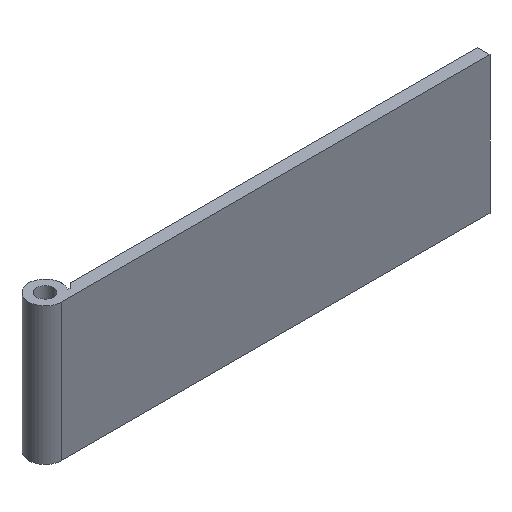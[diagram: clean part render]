
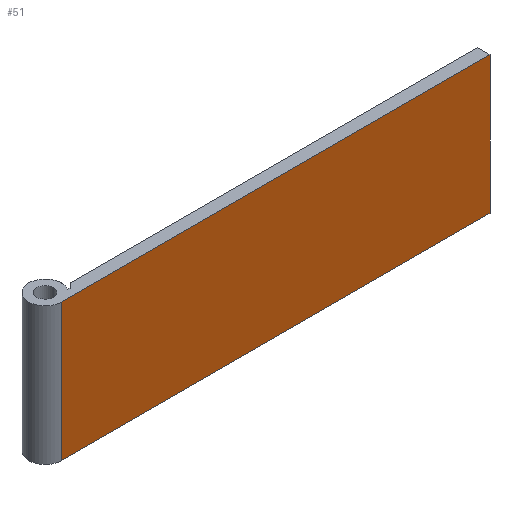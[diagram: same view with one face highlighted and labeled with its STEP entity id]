
A CAD part, isometric view. The second image highlights one B-rep face of the part: STEP entity #51.
In plain terms, the highlighted planar face has unit normal (0, -1, 0).
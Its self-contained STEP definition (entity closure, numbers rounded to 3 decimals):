
#25 = VECTOR ( 'NONE', #262, 1000. ) ;
#26 = VECTOR ( 'NONE', #234, 1000. ) ;
#34 = VECTOR ( 'NONE', #286, 1000. ) ;
#51 = ADVANCED_FACE ( 'NONE', ( #97 ), #184, .F. ) ;
#69 = EDGE_CURVE ( 'NONE', #445, #432, #220, .T. ) ;
#76 = EDGE_CURVE ( 'NONE', #443, #432, #232, .T. ) ;
#77 = VECTOR ( 'NONE', #222, 1000. ) ;
#94 = AXIS2_PLACEMENT_3D ( 'NONE', #185, #186, #187 ) ;
#97 = FACE_OUTER_BOUND ( 'NONE', #164, .T. ) ;
#164 = EDGE_LOOP ( 'NONE', ( #409, #410, #408, #412 ) ) ;
#184 = PLANE ( 'NONE',  #94 ) ;
#185 = CARTESIAN_POINT ( 'NONE',  ( 156., -6., 25. ) ) ;
#186 = DIRECTION ( 'NONE',  ( 0., 1., 0. ) ) ;
#187 = DIRECTION ( 'NONE',  ( -1., 0., 0. ) ) ;
#220 = LINE ( 'NONE', #221, #77 ) ;
#221 = CARTESIAN_POINT ( 'NONE',  ( 156., -6., -25. ) ) ;
#222 = DIRECTION ( 'NONE',  ( 1., 0., 0. ) ) ;
#232 = LINE ( 'NONE', #233, #26 ) ;
#233 = CARTESIAN_POINT ( 'NONE',  ( 156., -6., 25. ) ) ;
#234 = DIRECTION ( 'NONE',  ( 0., 0., -1. ) ) ;
#260 = LINE ( 'NONE', #261, #25 ) ;
#261 = CARTESIAN_POINT ( 'NONE',  ( 156., -6., 25. ) ) ;
#262 = DIRECTION ( 'NONE',  ( 1., 0., 0. ) ) ;
#284 = LINE ( 'NONE', #285, #34 ) ;
#285 = CARTESIAN_POINT ( 'NONE',  ( 0., -6., 25. ) ) ;
#286 = DIRECTION ( 'NONE',  ( 0., 0., -1. ) ) ;
#305 = CARTESIAN_POINT ( 'NONE',  ( 156., -6., -25. ) ) ;
#310 = CARTESIAN_POINT ( 'NONE',  ( 0., -6., 25. ) ) ;
#316 = CARTESIAN_POINT ( 'NONE',  ( 156., -6., 25. ) ) ;
#317 = CARTESIAN_POINT ( 'NONE',  ( 0., -6., -25. ) ) ;
#356 = EDGE_CURVE ( 'NONE', #437, #443, #260, .T. ) ;
#364 = EDGE_CURVE ( 'NONE', #437, #445, #284, .T. ) ;
#408 = ORIENTED_EDGE ( 'NONE', *, *, #356, .F. ) ;
#409 = ORIENTED_EDGE ( 'NONE', *, *, #69, .T. ) ;
#410 = ORIENTED_EDGE ( 'NONE', *, *, #76, .F. ) ;
#412 = ORIENTED_EDGE ( 'NONE', *, *, #364, .T. ) ;
#432 = VERTEX_POINT ( 'NONE', #305 ) ;
#437 = VERTEX_POINT ( 'NONE', #310 ) ;
#443 = VERTEX_POINT ( 'NONE', #316 ) ;
#445 = VERTEX_POINT ( 'NONE', #317 ) ;
